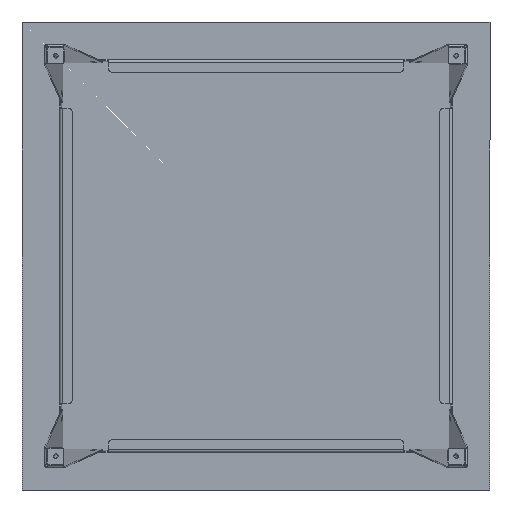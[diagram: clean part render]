
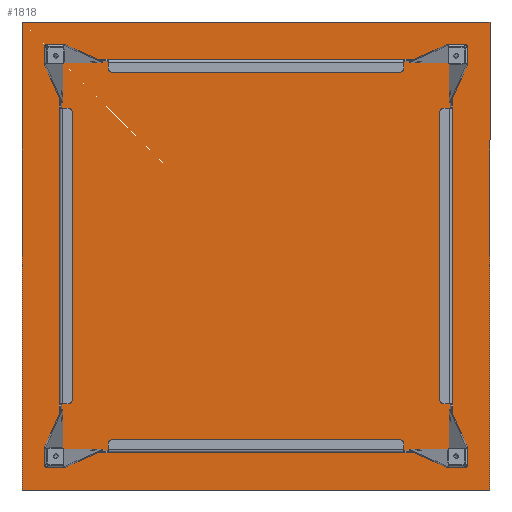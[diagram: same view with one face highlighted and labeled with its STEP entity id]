
A CAD part, front view. The second image highlights one B-rep face of the part: STEP entity #1818.
In plain terms, the highlighted planar face has unit normal (0, -1, 0).
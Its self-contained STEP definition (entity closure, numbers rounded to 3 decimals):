
#317 = VECTOR ( 'NONE', #8253, 1000. ) ;
#477 = EDGE_CURVE ( 'NONE', #506, #6806, #2953, .T. ) ;
#506 = VERTEX_POINT ( 'NONE', #4676 ) ;
#628 = PLANE ( 'NONE',  #1847 ) ;
#1286 = DIRECTION ( 'NONE',  ( 0., 1., 0. ) ) ;
#1372 = DIRECTION ( 'NONE',  ( 0., 0., 1. ) ) ;
#1489 = CARTESIAN_POINT ( 'NONE',  ( -400., 0., -400. ) ) ;
#1496 = ORIENTED_EDGE ( 'NONE', *, *, #477, .F. ) ;
#1589 = DIRECTION ( 'NONE',  ( 1., 0., 0. ) ) ;
#1818 = ADVANCED_FACE ( 'NONE', ( #2110 ), #628, .F. ) ;
#1847 = AXIS2_PLACEMENT_3D ( 'NONE', #5385, #1286, #1372 ) ;
#1854 = VERTEX_POINT ( 'NONE', #3513 ) ;
#1865 = CARTESIAN_POINT ( 'NONE',  ( 400., 0., -400. ) ) ;
#1877 = EDGE_CURVE ( 'NONE', #1854, #3770, #5324, .T. ) ;
#1939 = ORIENTED_EDGE ( 'NONE', *, *, #6588, .F. ) ;
#2110 = FACE_OUTER_BOUND ( 'NONE', #2794, .T. ) ;
#2794 = EDGE_LOOP ( 'NONE', ( #1496, #1939, #8265, #6922 ) ) ;
#2953 = LINE ( 'NONE', #8754, #4767 ) ;
#3513 = CARTESIAN_POINT ( 'NONE',  ( -400., 0., -400. ) ) ;
#3770 = VERTEX_POINT ( 'NONE', #4777 ) ;
#4241 = CARTESIAN_POINT ( 'NONE',  ( -400., 0., 400. ) ) ;
#4676 = CARTESIAN_POINT ( 'NONE',  ( 400., 0., 400. ) ) ;
#4677 = VECTOR ( 'NONE', #1589, 1000. ) ;
#4767 = VECTOR ( 'NONE', #5413, 1000. ) ;
#4777 = CARTESIAN_POINT ( 'NONE',  ( -400., 0., 400. ) ) ;
#4839 = EDGE_CURVE ( 'NONE', #6806, #1854, #4898, .T. ) ;
#4898 = LINE ( 'NONE', #8078, #6722 ) ;
#5324 = LINE ( 'NONE', #1489, #317 ) ;
#5385 = CARTESIAN_POINT ( 'NONE',  ( 0., 0., 0. ) ) ;
#5413 = DIRECTION ( 'NONE',  ( 0., 0., -1. ) ) ;
#5879 = LINE ( 'NONE', #4241, #4677 ) ;
#6588 = EDGE_CURVE ( 'NONE', #3770, #506, #5879, .T. ) ;
#6722 = VECTOR ( 'NONE', #6792, 1000. ) ;
#6792 = DIRECTION ( 'NONE',  ( -1., 0., 0. ) ) ;
#6806 = VERTEX_POINT ( 'NONE', #1865 ) ;
#6922 = ORIENTED_EDGE ( 'NONE', *, *, #4839, .F. ) ;
#8078 = CARTESIAN_POINT ( 'NONE',  ( -400., 0., -400. ) ) ;
#8253 = DIRECTION ( 'NONE',  ( 0., 0., 1. ) ) ;
#8265 = ORIENTED_EDGE ( 'NONE', *, *, #1877, .F. ) ;
#8754 = CARTESIAN_POINT ( 'NONE',  ( 400., 0., -400. ) ) ;
